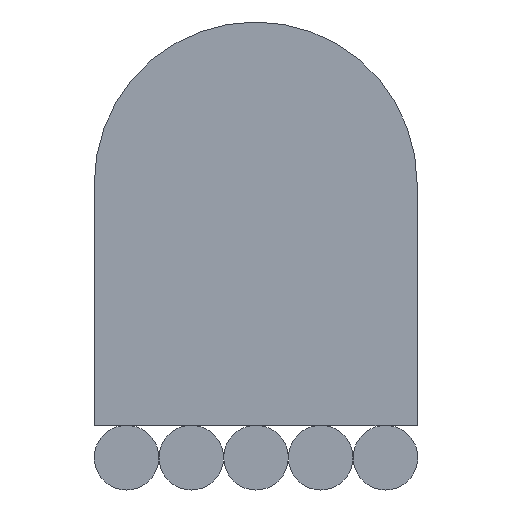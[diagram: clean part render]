
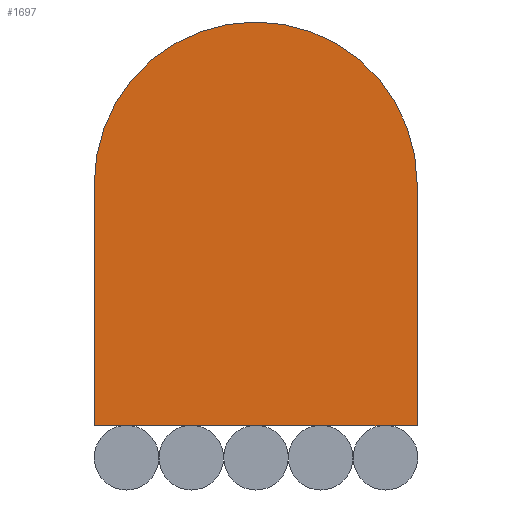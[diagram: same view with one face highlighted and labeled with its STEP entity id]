
A CAD part, front view. The second image highlights one B-rep face of the part: STEP entity #1697.
In plain terms, the highlighted planar face has unit normal (0, -1, 0).
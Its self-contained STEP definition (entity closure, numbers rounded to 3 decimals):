
#33 = LINE ( 'NONE', #2830, #1076 ) ;
#76 = CARTESIAN_POINT ( 'NONE',  ( 10., 0., 0. ) ) ;
#92 = CARTESIAN_POINT ( 'NONE',  ( -10., 0., -15. ) ) ;
#158 = EDGE_CURVE ( 'NONE', #3440, #1266, #1245, .T. ) ;
#321 = ORIENTED_EDGE ( 'NONE', *, *, #158, .F. ) ;
#363 = ORIENTED_EDGE ( 'NONE', *, *, #1052, .F. ) ;
#369 = EDGE_LOOP ( 'NONE', ( #2236, #2161, #363, #321 ) ) ;
#654 = AXIS2_PLACEMENT_3D ( 'NONE', #1067, #2168, #2775 ) ;
#952 = AXIS2_PLACEMENT_3D ( 'NONE', #3191, #1654, #3118 ) ;
#1052 = EDGE_CURVE ( 'NONE', #1266, #2453, #1304, .T. ) ;
#1067 = CARTESIAN_POINT ( 'NONE',  ( 0., 0., 0. ) ) ;
#1076 = VECTOR ( 'NONE', #1439, 1000. ) ;
#1245 = LINE ( 'NONE', #2125, #2017 ) ;
#1266 = VERTEX_POINT ( 'NONE', #1945 ) ;
#1304 = CIRCLE ( 'NONE', #654, 10. ) ;
#1439 = DIRECTION ( 'NONE',  ( -1., 0., 0. ) ) ;
#1654 = DIRECTION ( 'NONE',  ( 0., 1., 0. ) ) ;
#1697 = ADVANCED_FACE ( 'Defeature ausgef�hrt1_15', ( #2529 ), #2547, .F. ) ;
#1860 = CARTESIAN_POINT ( 'NONE',  ( 10., 0., -15. ) ) ;
#1945 = CARTESIAN_POINT ( 'NONE',  ( -10., 0., 0. ) ) ;
#2017 = VECTOR ( 'NONE', #3514, 1000. ) ;
#2060 = LINE ( 'NONE', #76, #2494 ) ;
#2125 = CARTESIAN_POINT ( 'NONE',  ( -10., 0., 0. ) ) ;
#2161 = ORIENTED_EDGE ( 'NONE', *, *, #3349, .F. ) ;
#2168 = DIRECTION ( 'NONE',  ( 0., 1., 0. ) ) ;
#2236 = ORIENTED_EDGE ( 'NONE', *, *, #3589, .F. ) ;
#2453 = VERTEX_POINT ( 'NONE', #3235 ) ;
#2494 = VECTOR ( 'NONE', #3183, 1000. ) ;
#2529 = FACE_OUTER_BOUND ( 'NONE', #369, .T. ) ;
#2547 = PLANE ( 'NONE',  #952 ) ;
#2775 = DIRECTION ( 'NONE',  ( 1., 0., 0. ) ) ;
#2830 = CARTESIAN_POINT ( 'NONE',  ( -10., 0., -15. ) ) ;
#3036 = VERTEX_POINT ( 'NONE', #1860 ) ;
#3118 = DIRECTION ( 'NONE',  ( 1., 0., 0. ) ) ;
#3183 = DIRECTION ( 'NONE',  ( 0., 0., -1. ) ) ;
#3191 = CARTESIAN_POINT ( 'NONE',  ( 0., 0., 0. ) ) ;
#3235 = CARTESIAN_POINT ( 'NONE',  ( 10., 0., 0. ) ) ;
#3349 = EDGE_CURVE ( 'NONE', #2453, #3036, #2060, .T. ) ;
#3440 = VERTEX_POINT ( 'NONE', #92 ) ;
#3514 = DIRECTION ( 'NONE',  ( 0., 0., 1. ) ) ;
#3589 = EDGE_CURVE ( 'NONE', #3036, #3440, #33, .T. ) ;
